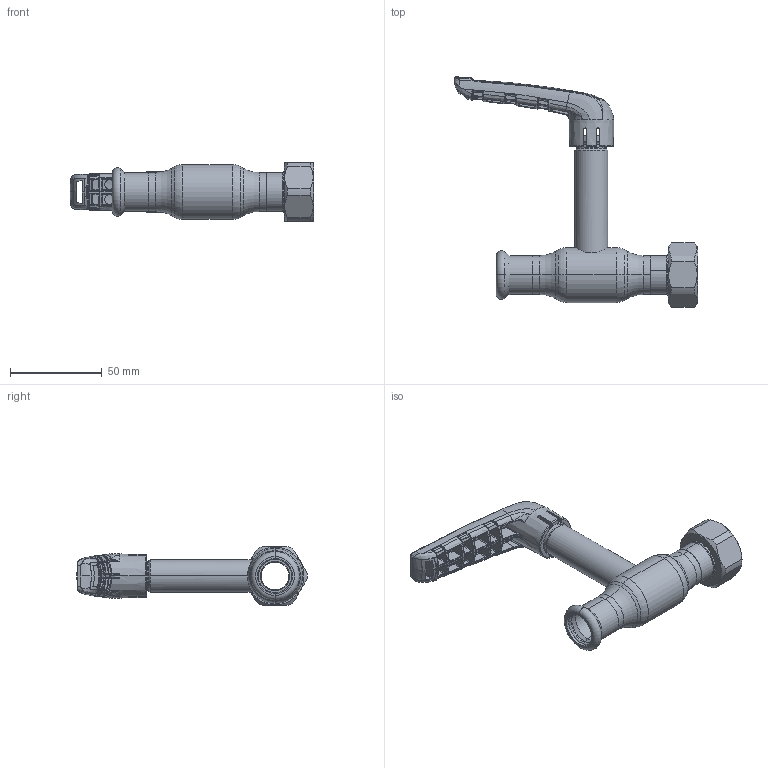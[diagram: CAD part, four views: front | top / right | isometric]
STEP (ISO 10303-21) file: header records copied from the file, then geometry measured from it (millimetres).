
FILE_DESCRIPTION (( 'STEP AP214' ), '1' );
FILE_NAME ('XPR11401 DN15 G34 x 18.step', '2018-09-18T10:42:40', ( '' ), ( '' ), 'SwSTEP 2.0', 'SolidWorks 2017', '' );
FILE_SCHEMA (( 'AUTOMOTIVE_DESIGN' ));
Length unit declared in the file: millimetre
Products named in the file (1): XPR11401 DN15 G34 x 18
Bounding box: 132.68 x 125.57 x 32 mm (x, y, z)
Surface area: 27711.7 mm2 (no closed solid volume)
Topology: 0 solids, 11 shells, 790 faces, 2438 edges, 1537 vertices
Faces by surface type: bspline 630, plane 59, cylinder 46, cone 34, torus 21
Entity records: 57711 total; most frequent: CARTESIAN_POINT 33283, ORIENTED_EDGE 4063, EDGE_CURVE 2408, B_SPLINE_CURVE_WITH_KNOTS 1651, DIRECTION 1636, VERTEX_POINT 1537, EDGE_LOOP 814, UNCERTAINTY_MEASURE_WITH_UNIT 792
